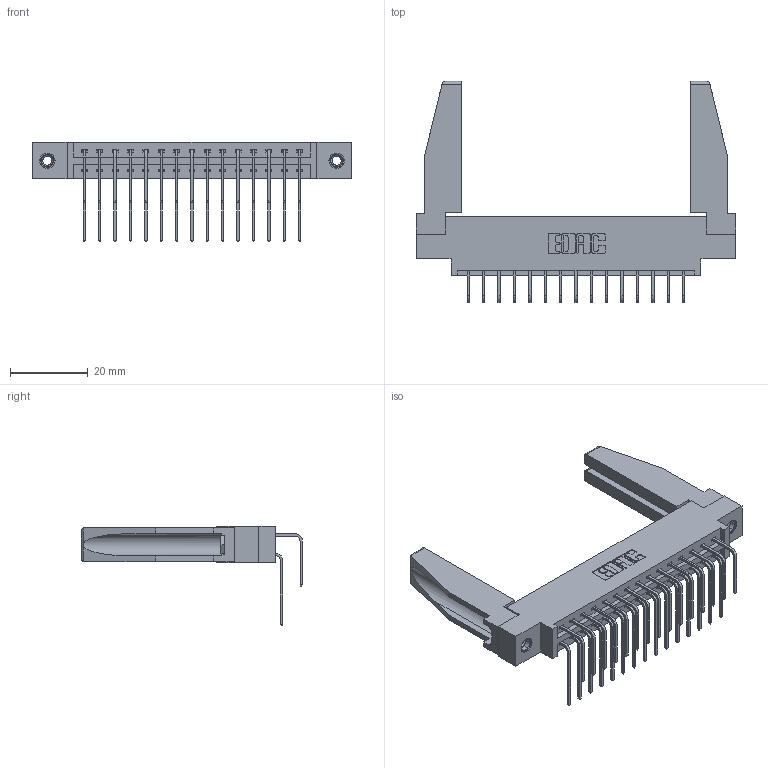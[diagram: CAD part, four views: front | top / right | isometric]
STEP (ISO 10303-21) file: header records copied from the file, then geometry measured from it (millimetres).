
FILE_DESCRIPTION (( 'STEP AP203' ), '1' );
FILE_NAME ('337-030-558-878.STEP', '2019-10-11T00:11:07', ( '' ), ( '' ), 'SwSTEP 2.0', 'SolidWorks 2016', '' );
FILE_SCHEMA (( 'CONFIG_CONTROL_DESIGN' ));
Length unit declared in the file: inch
Products named in the file (6): 337-030-558-878; 345-292-001_558 Tail - 2; 345-250-001_345-250-001-102; 345-292-001_558 559 Tail - 1; 307-220-078; 337 Part_0.170 Offset - 0.156 Dia-TI
Assembly tree (35 placements, depth 2):
  337-030-558-878
    337 Part_0.170 Offset - 0.156 Dia-TI
    345-292-001_558 559 Tail - 1  x15
    345-292-001_558 Tail - 2  x15
    345-250-001_345-250-001-102  x2
    307-220-078  x2
Bounding box: 82.45 x 56.96 x 25.53 mm (x, y, z)
Volume: 12378.6 mm3; surface area: 14024.5 mm2
Topology: 35 solids, 35 shells, 1928 faces, 5663 edges, 3726 vertices
Faces by surface type: plane 1358, cylinder 554, cone 12, torus 4
Entity records: 19478 total; most frequent: CARTESIAN_POINT 3351, ORIENTED_EDGE 3192, DIRECTION 2888, EDGE_CURVE 1596, LINE 1390, VECTOR 1390, VERTEX_POINT 1056, AXIS2_PLACEMENT_3D 749
